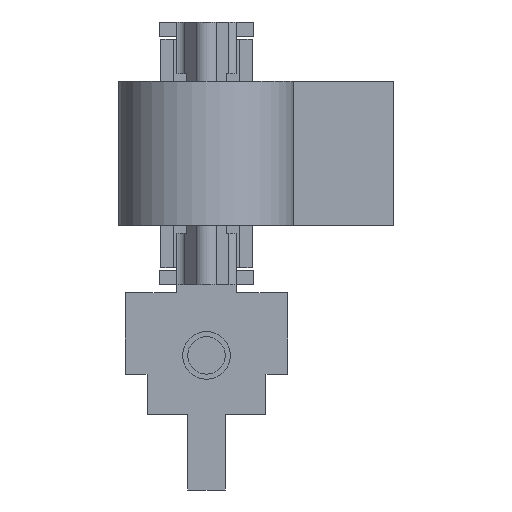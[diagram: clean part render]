
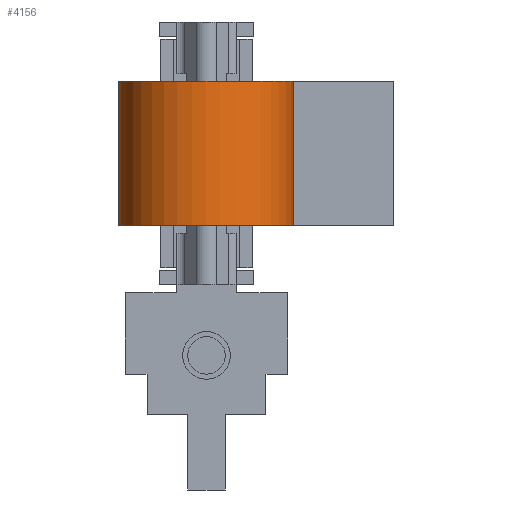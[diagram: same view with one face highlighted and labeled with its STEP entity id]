
A CAD part, front view. The second image highlights one B-rep face of the part: STEP entity #4156.
In plain terms, the highlighted cylindrical face has radius 14 mm (diameter 28 mm), a partial arc.
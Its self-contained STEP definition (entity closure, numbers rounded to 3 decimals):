
#17 = DIRECTION ( 'NONE',  ( -1., 0., 0. ) ) ;
#51 = DIRECTION ( 'NONE',  ( -1., 0., 0. ) ) ;
#412 = DIRECTION ( 'NONE',  ( 0., 0., -1. ) ) ;
#876 = CIRCLE ( 'NONE', #3485, 14. ) ;
#1693 = CIRCLE ( 'NONE', #3998, 14. ) ;
#1906 = FACE_OUTER_BOUND ( 'NONE', #8534, .T. ) ;
#2317 = EDGE_CURVE ( 'NONE', #9372, #4476, #1693, .T. ) ;
#2626 = CYLINDRICAL_SURFACE ( 'NONE', #5918, 14. ) ;
#2706 = VERTEX_POINT ( 'NONE', #3133 ) ;
#2714 = DIRECTION ( 'NONE',  ( -1., 0., 0. ) ) ;
#2734 = CARTESIAN_POINT ( 'NONE',  ( 21.173, -5.068, -11.5 ) ) ;
#2821 = CARTESIAN_POINT ( 'NONE',  ( 7.217, -3.95, -11.5 ) ) ;
#2867 = DIRECTION ( 'NONE',  ( 0., 0., -1. ) ) ;
#2965 = ORIENTED_EDGE ( 'NONE', *, *, #9029, .T. ) ;
#3133 = CARTESIAN_POINT ( 'NONE',  ( -6.738, -5.068, -11.5 ) ) ;
#3324 = CARTESIAN_POINT ( 'NONE',  ( 21.173, -5.068, 11.5 ) ) ;
#3485 = AXIS2_PLACEMENT_3D ( 'NONE', #2821, #6583, #17 ) ;
#3721 = VECTOR ( 'NONE', #2867, 1000. ) ;
#3998 = AXIS2_PLACEMENT_3D ( 'NONE', #8214, #5166, #51 ) ;
#4156 = ADVANCED_FACE ( 'NONE', ( #1906 ), #2626, .T. ) ;
#4476 = VERTEX_POINT ( 'NONE', #3324 ) ;
#4871 = EDGE_CURVE ( 'NONE', #4476, #4921, #8624, .T. ) ;
#4921 = VERTEX_POINT ( 'NONE', #2734 ) ;
#5166 = DIRECTION ( 'NONE',  ( 0., 0., 1. ) ) ;
#5374 = DIRECTION ( 'NONE',  ( 0., 0., -1. ) ) ;
#5582 = CARTESIAN_POINT ( 'NONE',  ( -6.738, -5.068, 11.5 ) ) ;
#5613 = ORIENTED_EDGE ( 'NONE', *, *, #4871, .F. ) ;
#5918 = AXIS2_PLACEMENT_3D ( 'NONE', #9370, #412, #2714 ) ;
#6152 = LINE ( 'NONE', #5582, #8950 ) ;
#6305 = ORIENTED_EDGE ( 'NONE', *, *, #7678, .T. ) ;
#6583 = DIRECTION ( 'NONE',  ( 0., 0., 1. ) ) ;
#7355 = ORIENTED_EDGE ( 'NONE', *, *, #2317, .F. ) ;
#7678 = EDGE_CURVE ( 'NONE', #2706, #4921, #876, .T. ) ;
#7789 = CARTESIAN_POINT ( 'NONE',  ( -6.738, -5.068, 11.5 ) ) ;
#7950 = CARTESIAN_POINT ( 'NONE',  ( 21.173, -5.068, 11.5 ) ) ;
#8214 = CARTESIAN_POINT ( 'NONE',  ( 7.217, -3.95, 11.5 ) ) ;
#8534 = EDGE_LOOP ( 'NONE', ( #6305, #5613, #7355, #2965 ) ) ;
#8624 = LINE ( 'NONE', #7950, #3721 ) ;
#8950 = VECTOR ( 'NONE', #5374, 1000. ) ;
#9029 = EDGE_CURVE ( 'NONE', #9372, #2706, #6152, .T. ) ;
#9370 = CARTESIAN_POINT ( 'NONE',  ( 7.217, -3.95, 11.5 ) ) ;
#9372 = VERTEX_POINT ( 'NONE', #7789 ) ;
